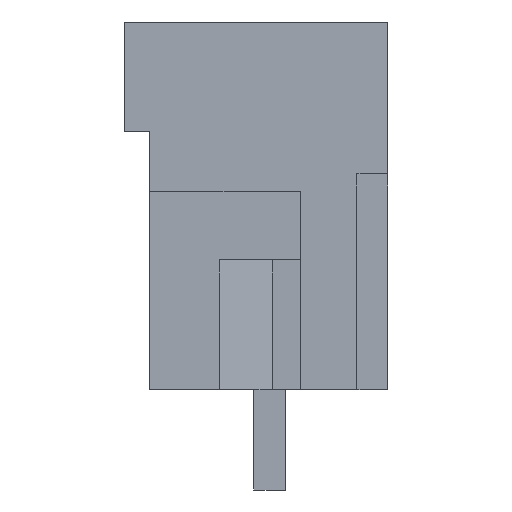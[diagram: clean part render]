
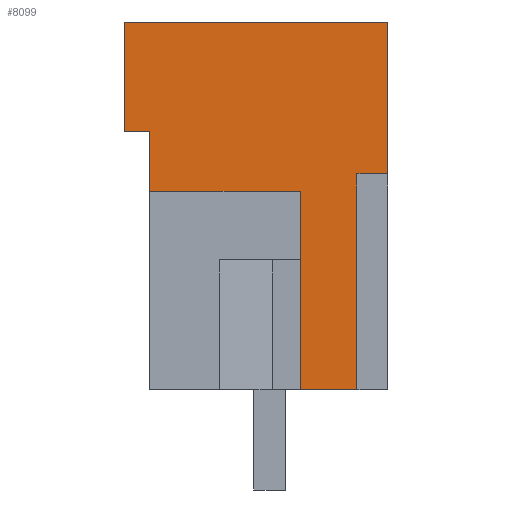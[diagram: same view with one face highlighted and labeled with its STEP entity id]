
A CAD part, left-side view. The second image highlights one B-rep face of the part: STEP entity #8099.
In plain terms, the highlighted planar face has unit normal (-1, 0, 0).
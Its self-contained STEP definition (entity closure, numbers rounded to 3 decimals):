
#8075=AXIS2_PLACEMENT_3D('Plane Axis2P3D',#8072,#8073,#8074) ;
#555=CARTESIAN_POINT('Vertex',(0.,8.405,14.95)) ;
#558=CARTESIAN_POINT('Line Origine',(0.,4.203,14.95)) ;
#562=CARTESIAN_POINT('Vertex',(0.,0.,14.95)) ;
#3044=CARTESIAN_POINT('Vertex',(0.,8.405,11.45)) ;
#3047=CARTESIAN_POINT('Line Origine',(0.,8.405,13.2)) ;
#7074=CARTESIAN_POINT('Vertex',(0.,2.785,9.55)) ;
#7079=CARTESIAN_POINT('Line Origine',(0.,5.193,9.55)) ;
#7083=CARTESIAN_POINT('Vertex',(0.,7.6,9.55)) ;
#7158=CARTESIAN_POINT('Vertex',(0.,2.785,3.2)) ;
#7161=CARTESIAN_POINT('Line Origine',(0.,2.785,6.375)) ;
#7193=CARTESIAN_POINT('Vertex',(0.,0.,10.096)) ;
#7198=CARTESIAN_POINT('Line Origine',(0.,0.489,10.096)) ;
#7202=CARTESIAN_POINT('Vertex',(0.,0.978,10.096)) ;
#7271=CARTESIAN_POINT('Vertex',(0.,0.978,3.2)) ;
#7274=CARTESIAN_POINT('Line Origine',(0.,1.881,3.2)) ;
#7669=CARTESIAN_POINT('Line Origine',(0.,7.6,10.5)) ;
#7673=CARTESIAN_POINT('Vertex',(0.,7.6,11.45)) ;
#7996=CARTESIAN_POINT('Line Origine',(0.,8.003,11.45)) ;
#8072=CARTESIAN_POINT('Axis2P3D Location',(0.,8.405,0.)) ;
#8077=CARTESIAN_POINT('Line Origine',(0.,0.978,6.648)) ;
#8082=CARTESIAN_POINT('Line Origine',(0.,0.,12.523)) ;
#559=DIRECTION('Vector Direction',(0.,1.,0.)) ;
#3048=DIRECTION('Vector Direction',(0.,0.,-1.)) ;
#7080=DIRECTION('Vector Direction',(0.,-1.,0.)) ;
#7162=DIRECTION('Vector Direction',(0.,0.,-1.)) ;
#7199=DIRECTION('Vector Direction',(0.,1.,0.)) ;
#7275=DIRECTION('Vector Direction',(0.,1.,0.)) ;
#7670=DIRECTION('Vector Direction',(0.,0.,-1.)) ;
#7997=DIRECTION('Vector Direction',(0.,1.,0.)) ;
#8073=DIRECTION('Axis2P3D Direction',(-1.,0.,0.)) ;
#8074=DIRECTION('Axis2P3D XDirection',(0.,-1.,0.)) ;
#8078=DIRECTION('Vector Direction',(0.,0.,-1.)) ;
#8083=DIRECTION('Vector Direction',(0.,0.,1.)) ;
#560=VECTOR('Line Direction',#559,1.) ;
#3049=VECTOR('Line Direction',#3048,1.) ;
#7081=VECTOR('Line Direction',#7080,1.) ;
#7163=VECTOR('Line Direction',#7162,1.) ;
#7200=VECTOR('Line Direction',#7199,1.) ;
#7276=VECTOR('Line Direction',#7275,1.) ;
#7671=VECTOR('Line Direction',#7670,1.) ;
#7998=VECTOR('Line Direction',#7997,1.) ;
#8079=VECTOR('Line Direction',#8078,1.) ;
#8084=VECTOR('Line Direction',#8083,1.) ;
#8088=ORIENTED_EDGE('',*,*,#7278,.T.) ;
#8089=ORIENTED_EDGE('',*,*,#8081,.F.) ;
#8090=ORIENTED_EDGE('',*,*,#7204,.F.) ;
#8091=ORIENTED_EDGE('',*,*,#8086,.T.) ;
#8092=ORIENTED_EDGE('',*,*,#564,.T.) ;
#8093=ORIENTED_EDGE('',*,*,#3051,.T.) ;
#8094=ORIENTED_EDGE('',*,*,#8000,.T.) ;
#8095=ORIENTED_EDGE('',*,*,#7675,.T.) ;
#8096=ORIENTED_EDGE('',*,*,#7085,.F.) ;
#8097=ORIENTED_EDGE('',*,*,#7165,.F.) ;
#8099=ADVANCED_FACE('HOUSING',(#8098),#8076,.T.) ;
#564=EDGE_CURVE('',#563,#556,#561,.T.) ;
#3051=EDGE_CURVE('',#556,#3045,#3050,.T.) ;
#7085=EDGE_CURVE('',#7075,#7084,#7082,.F.) ;
#7165=EDGE_CURVE('',#7159,#7075,#7164,.F.) ;
#7204=EDGE_CURVE('',#7194,#7203,#7201,.T.) ;
#7278=EDGE_CURVE('',#7159,#7272,#7277,.F.) ;
#7675=EDGE_CURVE('',#7674,#7084,#7672,.T.) ;
#8000=EDGE_CURVE('',#3045,#7674,#7999,.F.) ;
#8081=EDGE_CURVE('',#7203,#7272,#8080,.T.) ;
#8086=EDGE_CURVE('',#7194,#563,#8085,.T.) ;
#8087=EDGE_LOOP('',(#8088,#8089,#8090,#8091,#8092,#8093,#8094,#8095,#8096,#8097)) ;
#8098=FACE_OUTER_BOUND('',#8087,.T.) ;
#561=LINE('Line',#558,#560) ;
#3050=LINE('Line',#3047,#3049) ;
#7082=LINE('Line',#7079,#7081) ;
#7164=LINE('Line',#7161,#7163) ;
#7201=LINE('Line',#7198,#7200) ;
#7277=LINE('Line',#7274,#7276) ;
#7672=LINE('Line',#7669,#7671) ;
#7999=LINE('Line',#7996,#7998) ;
#8080=LINE('Line',#8077,#8079) ;
#8085=LINE('Line',#8082,#8084) ;
#8076=PLANE('',#8075) ;
#556=VERTEX_POINT('',#555) ;
#563=VERTEX_POINT('',#562) ;
#3045=VERTEX_POINT('',#3044) ;
#7075=VERTEX_POINT('',#7074) ;
#7084=VERTEX_POINT('',#7083) ;
#7159=VERTEX_POINT('',#7158) ;
#7194=VERTEX_POINT('',#7193) ;
#7203=VERTEX_POINT('',#7202) ;
#7272=VERTEX_POINT('',#7271) ;
#7674=VERTEX_POINT('',#7673) ;
